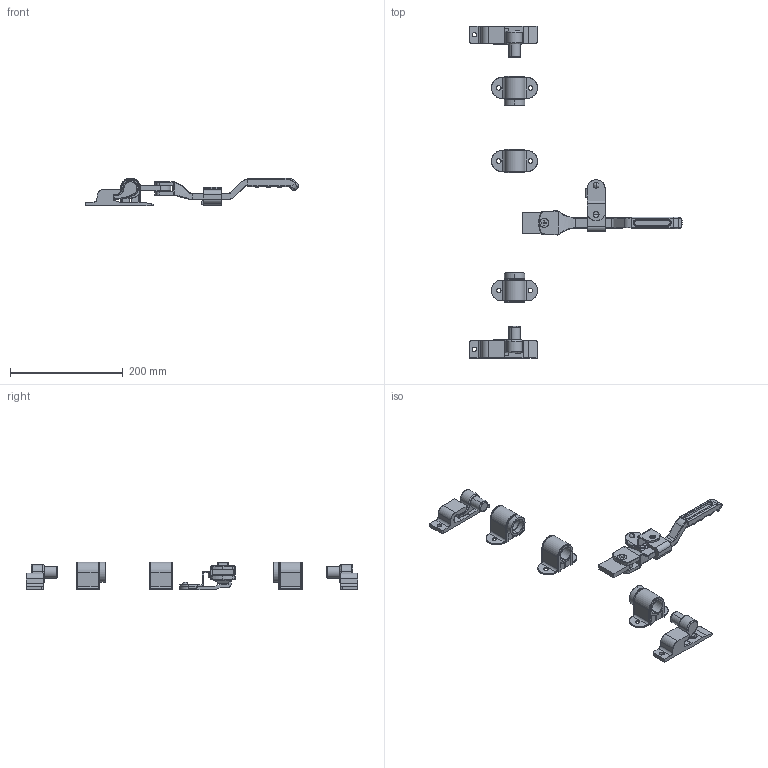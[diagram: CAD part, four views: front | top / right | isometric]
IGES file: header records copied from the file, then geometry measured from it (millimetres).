
Start section: SolidWorks IGES file using analytic representation for surfaces
Global section: file name: FA-810-2.IGS,15; native system: HSolidWorks 2018; preprocessor: SolidWorks 2018; author: 0849sm; date: 201020.165916; units: millimetre
Bounding box: 378.44 x 590 x 49.55 mm (x, y, z)
Surface area: 177865.8 mm2 (no closed solid volume)
Topology: 0 solids, 0 shells, 615 faces, 8209 edges, 8208 vertices
Faces by surface type: bspline 347, revolution 268
